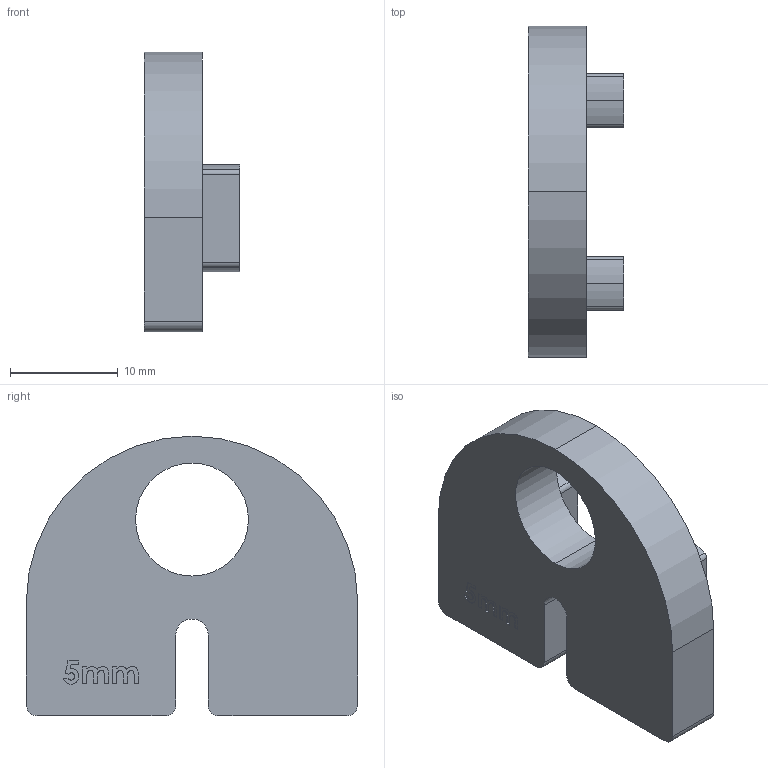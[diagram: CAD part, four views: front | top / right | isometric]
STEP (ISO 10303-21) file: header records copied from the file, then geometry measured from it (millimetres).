
FILE_DESCRIPTION (( 'STEP AP203' ), '1' );
FILE_NAME ('3005-GU.STEP', '2020-09-22T06:56:50', ( '' ), ( '' ), 'SwSTEP 2.0', 'SolidWorks 2018', '' );
FILE_SCHEMA (( 'CONFIG_CONTROL_DESIGN' ));
Length unit declared in the file: millimetre
Products named in the file (2): 3005-GU
Bounding box: 8.9 x 30.8 x 26 mm (x, y, z)
Volume: 3496.3 mm3; surface area: 2179.9 mm2
Topology: 1 solids, 1 shells, 426 faces, 1149 edges, 766 vertices
Faces by surface type: plane 212, bspline 190, cylinder 24
Entity records: 24092 total; most frequent: CARTESIAN_POINT 14485, ORIENTED_EDGE 2298, DIRECTION 1293, EDGE_CURVE 1149, VERTEX_POINT 766, VECTOR 721, LINE 721, EDGE_LOOP 469
